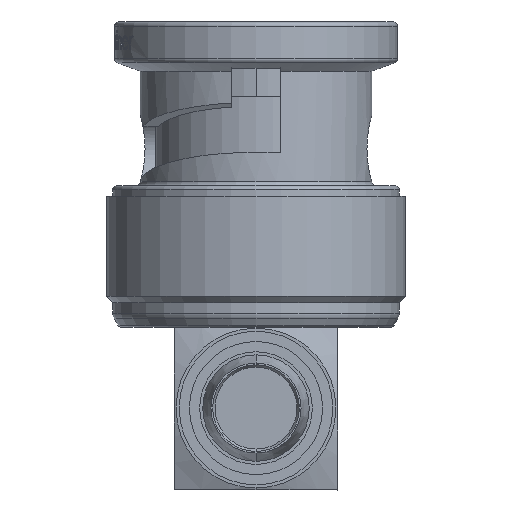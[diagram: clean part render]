
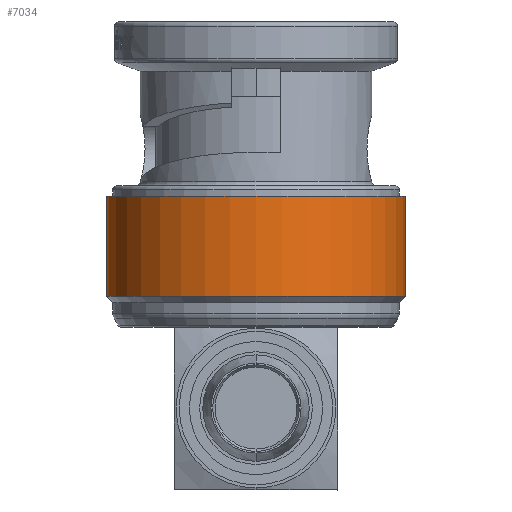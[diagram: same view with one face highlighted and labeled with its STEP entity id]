
A CAD part, front view. The second image highlights one B-rep face of the part: STEP entity #7034.
In plain terms, the highlighted cylindrical face has radius 7.3 mm (diameter 14.6 mm), a partial arc.
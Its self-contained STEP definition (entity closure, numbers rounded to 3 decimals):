
#517 = DIRECTION ( 'NONE',  ( 0., 0., 1. ) ) ;
#530 = CARTESIAN_POINT ( 'NONE',  ( 0., 0., 2.634 ) ) ;
#541 = DIRECTION ( 'NONE',  ( 1., 0., 0. ) ) ;
#878 = FACE_OUTER_BOUND ( 'NONE', #4597, .T. ) ;
#886 = CYLINDRICAL_SURFACE ( 'NONE', #16002, 7.3 ) ;
#1986 = AXIS2_PLACEMENT_3D ( 'NONE', #13871, #13870, #13869 ) ;
#1987 = AXIS2_PLACEMENT_3D ( 'NONE', #13866, #13864, #13798 ) ;
#3853 = EDGE_CURVE ( 'NONE', #14915, #14920, #4191, .T. ) ;
#3854 = EDGE_CURVE ( 'NONE', #15052, #14919, #4193, .T. ) ;
#4191 = CIRCLE ( 'NONE', #1986, 7.3 ) ;
#4193 = CIRCLE ( 'NONE', #1987, 7.3 ) ;
#4597 = EDGE_LOOP ( 'NONE', ( #5662, #5686, #5659, #5655 ) ) ;
#5655 = ORIENTED_EDGE ( 'NONE', *, *, #3854, .F. ) ;
#5659 = ORIENTED_EDGE ( 'NONE', *, *, #8680, .T. ) ;
#5662 = ORIENTED_EDGE ( 'NONE', *, *, #8670, .F. ) ;
#5686 = ORIENTED_EDGE ( 'NONE', *, *, #3853, .T. ) ;
#7034 = ADVANCED_FACE ( 'NONE', ( #878 ), #886, .T. ) ;
#8670 = EDGE_CURVE ( 'NONE', #14915, #15052, #15298, .T. ) ;
#8680 = EDGE_CURVE ( 'NONE', #14920, #14919, #15305, .T. ) ;
#11355 = DIRECTION ( 'NONE',  ( 0., 0., 1. ) ) ;
#11357 = CARTESIAN_POINT ( 'NONE',  ( 7.3, 0., 2.634 ) ) ;
#11358 = CARTESIAN_POINT ( 'NONE',  ( -7.3, 0., 2.634 ) ) ;
#11365 = DIRECTION ( 'NONE',  ( 0., 0., 1. ) ) ;
#12481 = CARTESIAN_POINT ( 'NONE',  ( -7.3, 0., -12.55 ) ) ;
#12485 = CARTESIAN_POINT ( 'NONE',  ( 7.3, 0., -7.65 ) ) ;
#12486 = CARTESIAN_POINT ( 'NONE',  ( 7.3, 0., -12.55 ) ) ;
#12616 = CARTESIAN_POINT ( 'NONE',  ( -7.3, 0., -7.65 ) ) ;
#13798 = DIRECTION ( 'NONE',  ( 1., 0., 0. ) ) ;
#13864 = DIRECTION ( 'NONE',  ( 0., 0., 1. ) ) ;
#13866 = CARTESIAN_POINT ( 'NONE',  ( 0., 0., -7.65 ) ) ;
#13869 = DIRECTION ( 'NONE',  ( 1., 0., 0. ) ) ;
#13870 = DIRECTION ( 'NONE',  ( 0., 0., 1. ) ) ;
#13871 = CARTESIAN_POINT ( 'NONE',  ( 0., 0., -12.55 ) ) ;
#14915 = VERTEX_POINT ( 'NONE', #12481 ) ;
#14919 = VERTEX_POINT ( 'NONE', #12485 ) ;
#14920 = VERTEX_POINT ( 'NONE', #12486 ) ;
#15052 = VERTEX_POINT ( 'NONE', #12616 ) ;
#15298 = LINE ( 'NONE', #11358, #15302 ) ;
#15302 = VECTOR ( 'NONE', #11355, 1000. ) ;
#15305 = LINE ( 'NONE', #11357, #15307 ) ;
#15307 = VECTOR ( 'NONE', #11365, 1000. ) ;
#16002 = AXIS2_PLACEMENT_3D ( 'NONE', #530, #517, #541 ) ;
